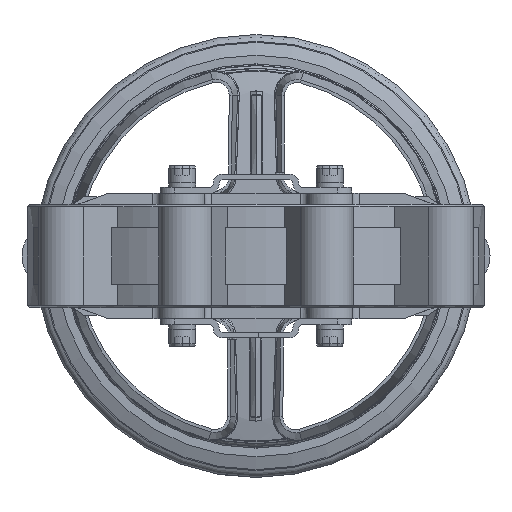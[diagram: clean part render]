
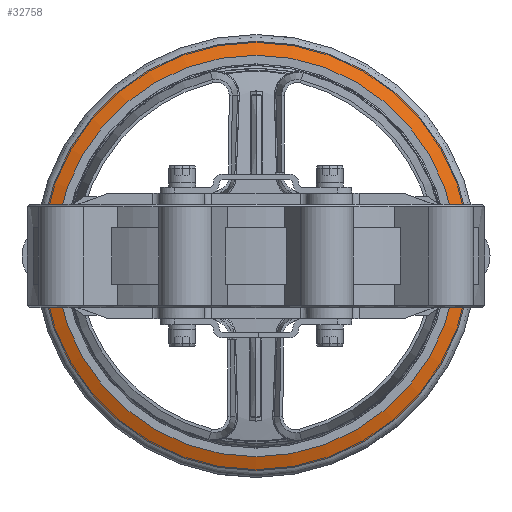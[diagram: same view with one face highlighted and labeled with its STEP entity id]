
A CAD part, front view. The second image highlights one B-rep face of the part: STEP entity #32758.
In plain terms, the highlighted conical face has half-angle 70 degrees and reference radius 145.394 mm.
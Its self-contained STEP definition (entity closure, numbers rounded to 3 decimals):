
#2474=CONICAL_SURFACE('',#34779,145.394,1.222);
#3156=FACE_BOUND('',#6561,.T.);
#4397=FACE_OUTER_BOUND('',#6560,.T.);
#6560=EDGE_LOOP('',(#26809));
#6561=EDGE_LOOP('',(#26810));
#7644=CIRCLE('',#34212,145.394);
#7982=CIRCLE('',#34780,136.);
#15069=VERTEX_POINT('',#58761);
#15621=VERTEX_POINT('',#60933);
#19030=EDGE_CURVE('',#15069,#15069,#7644,.T.);
#19584=EDGE_CURVE('',#15621,#15621,#7982,.T.);
#26809=ORIENTED_EDGE('',*,*,#19584,.F.);
#26810=ORIENTED_EDGE('',*,*,#19030,.T.);
#32758=ADVANCED_FACE('',(#4397,#3156),#2474,.T.);
#34212=AXIS2_PLACEMENT_3D('',#58762,#38718,#38719);
#34779=AXIS2_PLACEMENT_3D('',#60932,#39920,#39921);
#34780=AXIS2_PLACEMENT_3D('',#60934,#39922,#39923);
#38718=DIRECTION('center_axis',(0.,-1.,0.));
#38719=DIRECTION('ref_axis',(0.005,0.,1.));
#39920=DIRECTION('center_axis',(0.,1.,0.));
#39921=DIRECTION('ref_axis',(0.,0.,
1.));
#39922=DIRECTION('center_axis',(0.,-1.,0.));
#39923=DIRECTION('ref_axis',(0.,0.,
1.));
#58761=CARTESIAN_POINT('',(0.,644.824,145.394));
#58762=CARTESIAN_POINT('Origin',(0.,644.824,
0.));
#60932=CARTESIAN_POINT('Origin',(0.,644.824,
0.));
#60933=CARTESIAN_POINT('',(0.,641.404,136.));
#60934=CARTESIAN_POINT('Origin',(0.,641.404,
0.));
